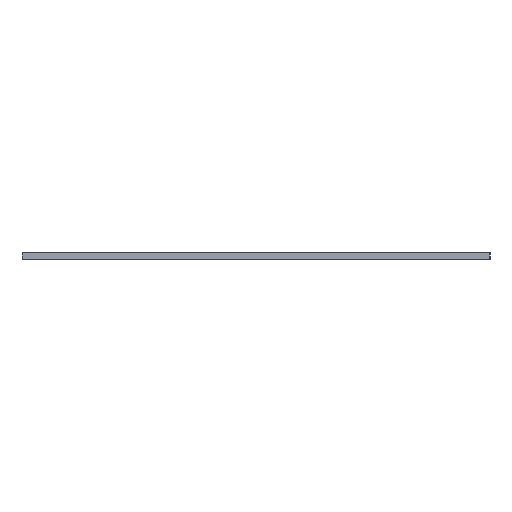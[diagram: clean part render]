
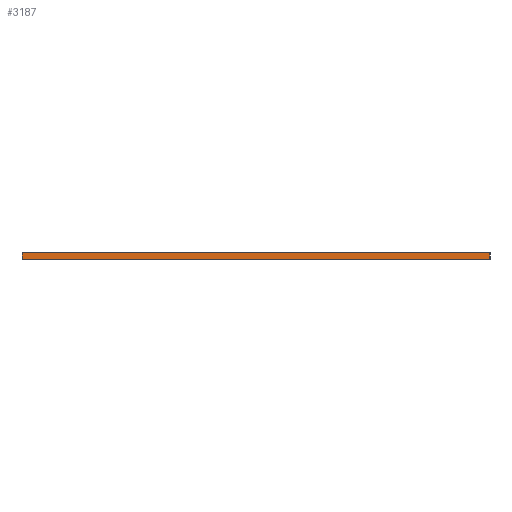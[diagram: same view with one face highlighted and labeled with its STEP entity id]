
A CAD part, left-side view. The second image highlights one B-rep face of the part: STEP entity #3187.
In plain terms, the highlighted planar face has unit normal (-1, 0, 0).
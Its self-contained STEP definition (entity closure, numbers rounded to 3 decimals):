
#68 = ORIENTED_EDGE ( 'NONE', *, *, #1424, .F. ) ;
#158 = VERTEX_POINT ( 'NONE', #516 ) ;
#258 = ORIENTED_EDGE ( 'NONE', *, *, #3435, .T. ) ;
#359 = AXIS2_PLACEMENT_3D ( 'NONE', #3908, #1972, #3535 ) ;
#381 = LINE ( 'NONE', #4681, #1506 ) ;
#403 = CARTESIAN_POINT ( 'NONE',  ( -170., -170., 0. ) ) ;
#516 = CARTESIAN_POINT ( 'NONE',  ( -170., 130., 0. ) ) ;
#560 = EDGE_LOOP ( 'NONE', ( #3977, #5008, #258, #1090, #2298, #68 ) ) ;
#653 = DIRECTION ( 'NONE',  ( 0., 1., 0. ) ) ;
#751 = DIRECTION ( 'NONE',  ( 0., 0., -1. ) ) ;
#759 = EDGE_CURVE ( 'NONE', #3980, #3152, #5000, .T. ) ;
#797 = FACE_OUTER_BOUND ( 'NONE', #560, .T. ) ;
#799 = VERTEX_POINT ( 'NONE', #3092 ) ;
#836 = VECTOR ( 'NONE', #3976, 1000. ) ;
#1043 = CARTESIAN_POINT ( 'NONE',  ( -170., 170., 5. ) ) ;
#1090 = ORIENTED_EDGE ( 'NONE', *, *, #2893, .T. ) ;
#1285 = CARTESIAN_POINT ( 'NONE',  ( -170., 170., 0. ) ) ;
#1411 = VECTOR ( 'NONE', #4342, 1000. ) ;
#1424 = EDGE_CURVE ( 'NONE', #799, #158, #3654, .T. ) ;
#1506 = VECTOR ( 'NONE', #4285, 1000. ) ;
#1552 = CARTESIAN_POINT ( 'NONE',  ( -170., 170., 0. ) ) ;
#1968 = CARTESIAN_POINT ( 'NONE',  ( -170., 170., 5. ) ) ;
#1972 = DIRECTION ( 'NONE',  ( -1., 0., 0. ) ) ;
#2058 = VECTOR ( 'NONE', #751, 1000. ) ;
#2298 = ORIENTED_EDGE ( 'NONE', *, *, #2761, .F. ) ;
#2360 = PLANE ( 'NONE',  #359 ) ;
#2630 = LINE ( 'NONE', #2936, #3414 ) ;
#2661 = CARTESIAN_POINT ( 'NONE',  ( -170., -170., 5. ) ) ;
#2667 = VECTOR ( 'NONE', #3739, 1000. ) ;
#2761 = EDGE_CURVE ( 'NONE', #158, #2775, #381, .T. ) ;
#2768 = VERTEX_POINT ( 'NONE', #1968 ) ;
#2775 = VERTEX_POINT ( 'NONE', #1552 ) ;
#2839 = CARTESIAN_POINT ( 'NONE',  ( -170., 170., 5. ) ) ;
#2893 = EDGE_CURVE ( 'NONE', #2768, #2775, #4756, .T. ) ;
#2936 = CARTESIAN_POINT ( 'NONE',  ( -170., 170., 0. ) ) ;
#3092 = CARTESIAN_POINT ( 'NONE',  ( -170., -130., 0. ) ) ;
#3152 = VERTEX_POINT ( 'NONE', #403 ) ;
#3187 = ADVANCED_FACE ( 'NONE', ( #797 ), #2360, .T. ) ;
#3414 = VECTOR ( 'NONE', #653, 1000. ) ;
#3435 = EDGE_CURVE ( 'NONE', #3980, #2768, #4109, .T. ) ;
#3535 = DIRECTION ( 'NONE',  ( 0., -1., 0. ) ) ;
#3654 = LINE ( 'NONE', #1285, #1411 ) ;
#3739 = DIRECTION ( 'NONE',  ( 0., 1., 0. ) ) ;
#3908 = CARTESIAN_POINT ( 'NONE',  ( -170., 170., 5. ) ) ;
#3976 = DIRECTION ( 'NONE',  ( 0., 0., -1. ) ) ;
#3977 = ORIENTED_EDGE ( 'NONE', *, *, #5005, .F. ) ;
#3980 = VERTEX_POINT ( 'NONE', #5016 ) ;
#4109 = LINE ( 'NONE', #1043, #2667 ) ;
#4285 = DIRECTION ( 'NONE',  ( 0., 1., 0. ) ) ;
#4342 = DIRECTION ( 'NONE',  ( 0., 1., 0. ) ) ;
#4681 = CARTESIAN_POINT ( 'NONE',  ( -170., 170., 0. ) ) ;
#4756 = LINE ( 'NONE', #2839, #836 ) ;
#5000 = LINE ( 'NONE', #2661, #2058 ) ;
#5005 = EDGE_CURVE ( 'NONE', #3152, #799, #2630, .T. ) ;
#5008 = ORIENTED_EDGE ( 'NONE', *, *, #759, .F. ) ;
#5016 = CARTESIAN_POINT ( 'NONE',  ( -170., -170., 5. ) ) ;
